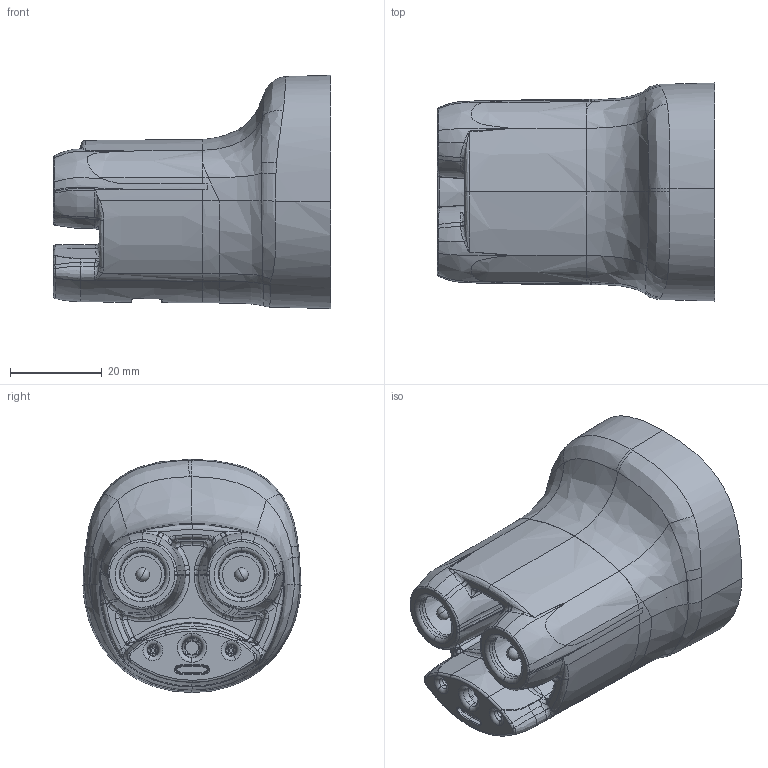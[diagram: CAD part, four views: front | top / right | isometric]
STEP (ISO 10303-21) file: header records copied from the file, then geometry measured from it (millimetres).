
FILE_DESCRIPTION(('CATIA V6 STEP','CAx-IF Rec.Pracs.--- Model Styling and Organization---1.5--- 2016-08-15','CAx-IF Rec.Pracs.---Supplemental Geometry---1.0---2011-11-01','CAx-IF Rec.Pracs.--- Composite Materials ---3.4---2017-06-13','CAx-IF Rec.Pracs.---Tessellated 3D Geometry---1.0---2015-12-17'),'2;1');
FILE_NAME('NACS 1KV CONNECTOR.stp','2022-11-03T20:47:00+00:00',('none'),('none'),'3DEXPERIENCE Platform3DEXPERIENCE R2021x HotFix 10','3DEXPERIENCE Platform STEP AP242 v2','none');
FILE_SCHEMA(('AP242_MANAGED_MODEL_BASED_3D_ENGINEERING_MIM_LF {1 0 10303 442 1 1 4}'));
Products named in the file (1): Part Shape 04653780
Bounding box: 60.36 x 47.47 x 50.77 mm (x, y, z)
Volume: 40223.9 mm3; surface area: 30021.9 mm2
Topology: 6 solids, 12 shells, 974 faces, 2428 edges, 1479 vertices
Faces by surface type: bspline 502, torus 135, plane 118, cylinder 108, cone 89, sphere 18, revolution 4
Entity records: 64935 total; most frequent: CARTESIAN_POINT 47221, ORIENTED_EDGE 4806, EDGE_CURVE 2403, DIRECTION 1544, B_SPLINE_CURVE_WITH_KNOTS 1485, VERTEX_POINT 1479, EDGE_LOOP 1010, AXIS2_PLACEMENT_3D 989
